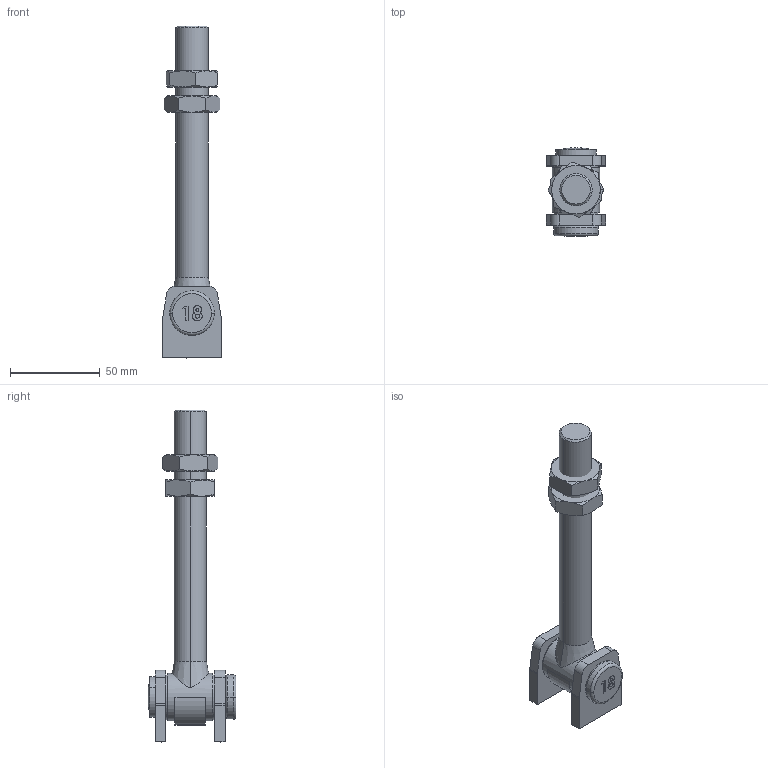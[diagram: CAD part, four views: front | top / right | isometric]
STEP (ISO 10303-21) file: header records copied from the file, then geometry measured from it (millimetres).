
FILE_DESCRIPTION (( 'STEP AP203' ), '1' );
FILE_NAME ('150-M18.STEP', '2019-07-25T08:38:05', ( '' ), ( '' ), 'SwSTEP 2.0', 'SolidWorks 2015', '' );
FILE_SCHEMA (( 'CONFIG_CONTROL_DESIGN' ));
Length unit declared in the file: millimetre
Products named in the file (7): 150-MXX Teil2_150-M18 Teil2; 150-MXX Teil5_150-M18 Teil5; 150-M18; 150-MXX Teil1_150-M18 Teil1; DIN 439 M4-M22_DIN 439 M18; 150-MXX Teil4_150-M18 Teil4; 150-MXX Teil3_150-M18 Teil3
Assembly tree (9 placements, depth 2):
  150-M18
    150-MXX Teil1_150-M18 Teil1  x2
    150-MXX Teil2_150-M18 Teil2
    150-MXX Teil3_150-M18 Teil3  x2
    150-MXX Teil4_150-M18 Teil4
    150-MXX Teil5_150-M18 Teil5
    DIN 439 M4-M22_DIN 439 M18  x2
Bounding box: 33 x 49.02 x 185 mm (x, y, z)
Volume: 79818.1 mm3; surface area: 29615.6 mm2
Topology: 9 solids, 9 shells, 573 faces, 1469 edges, 961 vertices
Faces by surface type: plane 291, bspline 180, cylinder 48, cone 46, torus 6, sphere 2
Entity records: 16102 total; most frequent: CARTESIAN_POINT 7926, ORIENTED_EDGE 1674, DIRECTION 1219, EDGE_CURVE 837, VERTEX_POINT 547, VECTOR 487, LINE 487, AXIS2_PLACEMENT_3D 366
